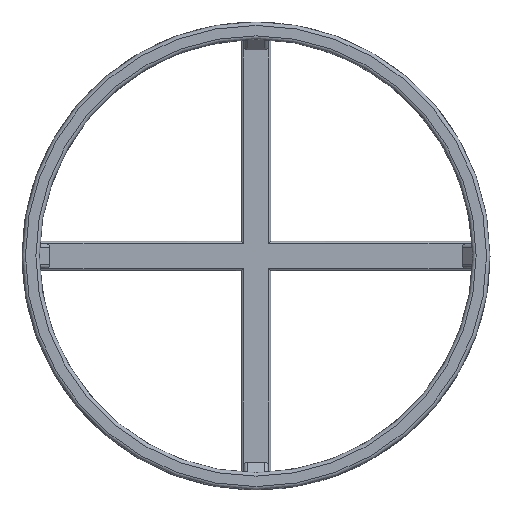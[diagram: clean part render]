
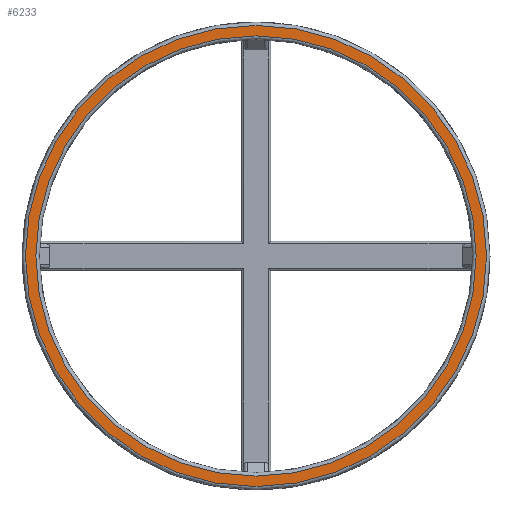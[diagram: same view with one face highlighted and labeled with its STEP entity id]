
A CAD part, top view. The second image highlights one B-rep face of the part: STEP entity #6233.
In plain terms, the highlighted planar face has unit normal (0, 0, 1).
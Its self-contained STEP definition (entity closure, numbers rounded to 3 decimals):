
#379 = TOROIDAL_SURFACE('',#380,63.5,1.);
#380 = AXIS2_PLACEMENT_3D('',#381,#382,#383);
#381 = CARTESIAN_POINT('',(0.,0.,21.));
#382 = DIRECTION('',(0.,0.,1.));
#383 = DIRECTION('',(1.,0.,-0.));
#4787 = VERTEX_POINT('',#4788);
#4788 = CARTESIAN_POINT('',(63.5,0.,22.));
#4808 = EDGE_CURVE('',#4787,#4787,#4809,.T.);
#4809 = SURFACE_CURVE('',#4810,(#4815,#4822),.PCURVE_S1.);
#4810 = CIRCLE('',#4811,63.5);
#4811 = AXIS2_PLACEMENT_3D('',#4812,#4813,#4814);
#4812 = CARTESIAN_POINT('',(0.,0.,22.));
#4813 = DIRECTION('',(0.,0.,1.));
#4814 = DIRECTION('',(1.,0.,-0.));
#4815 = PCURVE('',#379,#4816);
#4816 = DEFINITIONAL_REPRESENTATION('',(#4817),#4821);
#4817 = LINE('',#4818,#4819);
#4818 = CARTESIAN_POINT('',(0.,1.571));
#4819 = VECTOR('',#4820,1.);
#4820 = DIRECTION('',(1.,0.));
#4821 = ( GEOMETRIC_REPRESENTATION_CONTEXT(2) 
PARAMETRIC_REPRESENTATION_CONTEXT() REPRESENTATION_CONTEXT('2D SPACE',''
  ) );
#4822 = PCURVE('',#4823,#4828);
#4823 = PLANE('',#4824);
#4824 = AXIS2_PLACEMENT_3D('',#4825,#4826,#4827);
#4825 = CARTESIAN_POINT('',(0.,0.,22.)
  );
#4826 = DIRECTION('',(0.,0.,1.));
#4827 = DIRECTION('',(1.,0.,-0.));
#4828 = DEFINITIONAL_REPRESENTATION('',(#4829),#4833);
#4829 = CIRCLE('',#4830,63.5);
#4830 = AXIS2_PLACEMENT_2D('',#4831,#4832);
#4831 = CARTESIAN_POINT('',(0.,0.));
#4832 = DIRECTION('',(1.,0.));
#4833 = ( GEOMETRIC_REPRESENTATION_CONTEXT(2) 
PARAMETRIC_REPRESENTATION_CONTEXT() REPRESENTATION_CONTEXT('2D SPACE',''
  ) );
#6233 = ADVANCED_FACE('',(#6234,#6265),#4823,.T.);
#6234 = FACE_BOUND('',#6235,.T.);
#6235 = EDGE_LOOP('',(#6236));
#6236 = ORIENTED_EDGE('',*,*,#6237,.T.);
#6237 = EDGE_CURVE('',#6238,#6238,#6240,.T.);
#6238 = VERTEX_POINT('',#6239);
#6239 = CARTESIAN_POINT('',(66.5,0.,22.));
#6240 = SURFACE_CURVE('',#6241,(#6246,#6253),.PCURVE_S1.);
#6241 = CIRCLE('',#6242,66.5);
#6242 = AXIS2_PLACEMENT_3D('',#6243,#6244,#6245);
#6243 = CARTESIAN_POINT('',(0.,0.,22.));
#6244 = DIRECTION('',(0.,0.,1.));
#6245 = DIRECTION('',(1.,0.,-0.));
#6246 = PCURVE('',#4823,#6247);
#6247 = DEFINITIONAL_REPRESENTATION('',(#6248),#6252);
#6248 = CIRCLE('',#6249,66.5);
#6249 = AXIS2_PLACEMENT_2D('',#6250,#6251);
#6250 = CARTESIAN_POINT('',(0.,0.));
#6251 = DIRECTION('',(1.,0.));
#6252 = ( GEOMETRIC_REPRESENTATION_CONTEXT(2) 
PARAMETRIC_REPRESENTATION_CONTEXT() REPRESENTATION_CONTEXT('2D SPACE',''
  ) );
#6253 = PCURVE('',#6254,#6259);
#6254 = TOROIDAL_SURFACE('',#6255,66.5,1.);
#6255 = AXIS2_PLACEMENT_3D('',#6256,#6257,#6258);
#6256 = CARTESIAN_POINT('',(0.,0.,21.));
#6257 = DIRECTION('',(0.,0.,1.));
#6258 = DIRECTION('',(1.,0.,-0.));
#6259 = DEFINITIONAL_REPRESENTATION('',(#6260),#6264);
#6260 = LINE('',#6261,#6262);
#6261 = CARTESIAN_POINT('',(0.,1.571));
#6262 = VECTOR('',#6263,1.);
#6263 = DIRECTION('',(1.,0.));
#6264 = ( GEOMETRIC_REPRESENTATION_CONTEXT(2) 
PARAMETRIC_REPRESENTATION_CONTEXT() REPRESENTATION_CONTEXT('2D SPACE',''
  ) );
#6265 = FACE_BOUND('',#6266,.T.);
#6266 = EDGE_LOOP('',(#6267));
#6267 = ORIENTED_EDGE('',*,*,#4808,.F.);
